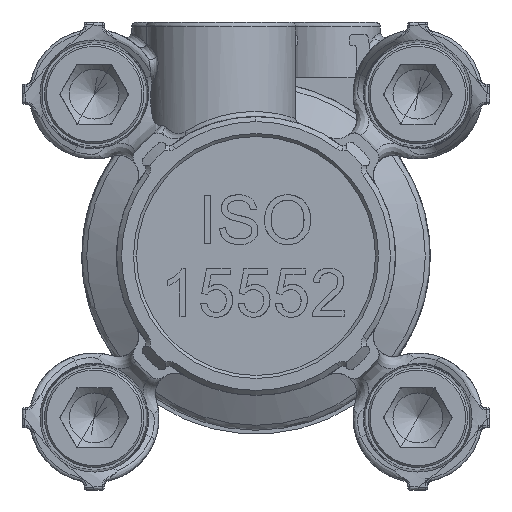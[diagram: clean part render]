
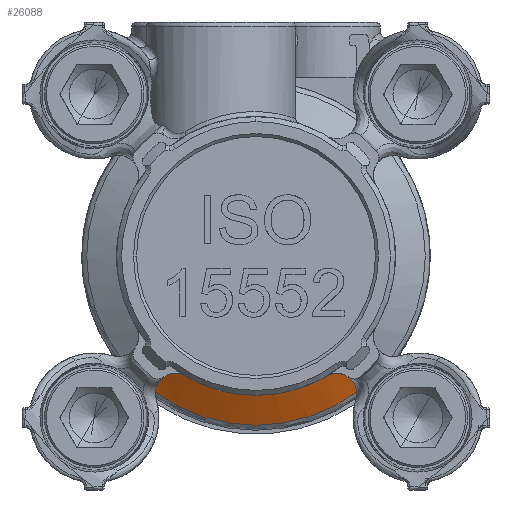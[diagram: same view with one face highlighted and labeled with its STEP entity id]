
A CAD part, front view. The second image highlights one B-rep face of the part: STEP entity #26088.
In plain terms, the highlighted conical face has half-angle 60 degrees and reference radius 17 mm.
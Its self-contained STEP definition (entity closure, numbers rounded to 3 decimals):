
#1332 = CARTESIAN_POINT ( 'NONE',  ( 8.332, 19.883, -11.794 ) ) ;
#2003 = CARTESIAN_POINT ( 'NONE',  ( -8.326, 19.88, -11.792 ) ) ;
#2527 = CARTESIAN_POINT ( 'NONE',  ( -8.991, 20.198, -11.988 ) ) ;
#2549 = EDGE_CURVE ( 'NONE', #39989, #7695, #15284, .T. ) ;
#3534 = CARTESIAN_POINT ( 'NONE',  ( -7.265, 19.634, -11.977 ) ) ;
#6597 = DIRECTION ( 'NONE',  ( 0., 1., 0. ) ) ;
#7695 = VERTEX_POINT ( 'NONE', #83575 ) ;
#9535 = CARTESIAN_POINT ( 'NONE',  ( 7.439, 19.647, -11.899 ) ) ;
#9711 = CARTESIAN_POINT ( 'NONE',  ( -8.111, 19.808, -11.789 ) ) ;
#10292 = AXIS2_PLACEMENT_3D ( 'NONE', #53825, #6597, #62030 ) ;
#12768 = CARTESIAN_POINT ( 'NONE',  ( -9.771, 20.781, -12.664 ) ) ;
#13673 = B_SPLINE_CURVE_WITH_KNOTS ( 'NONE', 3,
 ( #73825, #79979, #3534, #73332, #25139, #34846, #50251, #26161, #56412, #89776, #57926, #87730, #9711, #72304, #2003, #33341, #64605, #88726, #25670, #2527, #33858, #57414, #18441, #49723, #80982, #60952, #59451, #45041, #90264, #44059, #12768, #90767, #76353, #27706, #19976 ),
 .UNSPECIFIED., .F., .F.,
 ( 4, 2, 2, 2, 2, 1, 2, 2, 2, 2, 1, 1, 2, 2, 2, 2, 2, 2, 4 ),
 ( 0., 0.062, 0.094, 0.125, 0.187, 0.219, 0.234, 0.25, 0.375, 0.437, 0.469, 0.484, 0.492, 0.5, 0.625, 0.687, 0.719, 0.75, 1. ),
 .UNSPECIFIED. ) ;
#15236 = DIRECTION ( 'NONE',  ( 0., 1., 0. ) ) ;
#15284 = CIRCLE ( 'NONE', #10292, 17. ) ;
#16345 = CARTESIAN_POINT ( 'NONE',  ( 0., 19.629, 0. ) ) ;
#17017 = ORIENTED_EDGE ( 'NONE', *, *, #22350, .T. ) ;
#17525 = VERTEX_POINT ( 'NONE', #65061 ) ;
#17764 = CARTESIAN_POINT ( 'NONE',  ( 9.969, 21.016, -13.025 ) ) ;
#18441 = CARTESIAN_POINT ( 'NONE',  ( -9.107, 20.267, -12.051 ) ) ;
#18783 = AXIS2_PLACEMENT_3D ( 'NONE', #19830, #29555, #60320 ) ;
#18786 = CARTESIAN_POINT ( 'NONE',  ( 7.263, 19.629, -11.97 ) ) ;
#19830 = CARTESIAN_POINT ( 'NONE',  ( 0., 19.629, 0. ) ) ;
#19976 = CARTESIAN_POINT ( 'NONE',  ( -10.112, 21.361, -13.665 ) ) ;
#20962 = DIRECTION ( 'NONE',  ( 0., 0., 1. ) ) ;
#22350 = EDGE_CURVE ( 'NONE', #53665, #17525, #82666, .T. ) ;
#23741 = ORIENTED_EDGE ( 'NONE', *, *, #80141, .T. ) ;
#25139 = CARTESIAN_POINT ( 'NONE',  ( -7.438, 19.652, -11.908 ) ) ;
#25474 = CARTESIAN_POINT ( 'NONE',  ( 10.099, 21.279, -13.498 ) ) ;
#25670 = CARTESIAN_POINT ( 'NONE',  ( -8.932, 20.165, -11.961 ) ) ;
#26088 = ADVANCED_FACE ( 'NONE', ( #62427 ), #74434, .T. ) ;
#26161 = CARTESIAN_POINT ( 'NONE',  ( -7.708, 19.698, -11.83 ) ) ;
#27706 = CARTESIAN_POINT ( 'NONE',  ( -10.091, 21.195, -13.322 ) ) ;
#29555 = DIRECTION ( 'NONE',  ( 0., 1., 0. ) ) ;
#30335 = ORIENTED_EDGE ( 'NONE', *, *, #2549, .F. ) ;
#32275 = DIRECTION ( 'NONE',  ( 0., 0., 1. ) ) ;
#33341 = CARTESIAN_POINT ( 'NONE',  ( -8.492, 19.947, -11.815 ) ) ;
#33858 = CARTESIAN_POINT ( 'NONE',  ( -9.059, 20.238, -12.024 ) ) ;
#34846 = CARTESIAN_POINT ( 'NONE',  ( -7.527, 19.665, -11.878 ) ) ;
#39989 = VERTEX_POINT ( 'NONE', #86243 ) ;
#41430 = CARTESIAN_POINT ( 'NONE',  ( 0., 19.629, -14. ) ) ;
#41849 = CARTESIAN_POINT ( 'NONE',  ( 9.644, 20.644, -12.463 ) ) ;
#42853 = CARTESIAN_POINT ( 'NONE',  ( 9.407, 20.454, -12.23 ) ) ;
#44059 = CARTESIAN_POINT ( 'NONE',  ( -9.722, 20.733, -12.596 ) ) ;
#45041 = CARTESIAN_POINT ( 'NONE',  ( -9.62, 20.638, -12.467 ) ) ;
#48084 = VERTEX_POINT ( 'NONE', #65389 ) ;
#49041 = CARTESIAN_POINT ( 'NONE',  ( 8.827, 20.107, -11.914 ) ) ;
#49723 = CARTESIAN_POINT ( 'NONE',  ( -9.117, 20.274, -12.057 ) ) ;
#49824 = EDGE_CURVE ( 'NONE', #48084, #53665, #100382, .T. ) ;
#50251 = CARTESIAN_POINT ( 'NONE',  ( -7.574, 19.673, -11.864 ) ) ;
#53665 = VERTEX_POINT ( 'NONE', #41430 ) ;
#53825 = CARTESIAN_POINT ( 'NONE',  ( 0., 21.361, 0. ) ) ;
#56412 = CARTESIAN_POINT ( 'NONE',  ( -7.797, 19.718, -11.814 ) ) ;
#57414 = CARTESIAN_POINT ( 'NONE',  ( -9.087, 20.256, -12.04 ) ) ;
#57926 = CARTESIAN_POINT ( 'NONE',  ( -7.998, 19.773, -11.792 ) ) ;
#59451 = CARTESIAN_POINT ( 'NONE',  ( -9.566, 20.591, -12.407 ) ) ;
#60320 = DIRECTION ( 'NONE',  ( 0., 0., 1. ) ) ;
#60952 = CARTESIAN_POINT ( 'NONE',  ( -9.392, 20.454, -12.239 ) ) ;
#62030 = DIRECTION ( 'NONE',  ( 0., 0., 1. ) ) ;
#62427 = FACE_OUTER_BOUND ( 'NONE', #72721, .T. ) ;
#63523 = DIRECTION ( 'NONE',  ( 0., 1., 0. ) ) ;
#64605 = CARTESIAN_POINT ( 'NONE',  ( -8.734, 20.061, -11.883 ) ) ;
#65061 = CARTESIAN_POINT ( 'NONE',  ( -7.102, 19.629, -12.065 ) ) ;
#65389 = CARTESIAN_POINT ( 'NONE',  ( 7.1, 19.629, -12.066 ) ) ;
#65438 = CARTESIAN_POINT ( 'NONE',  ( 8.501, 19.953, -11.821 ) ) ;
#65930 = CARTESIAN_POINT ( 'NONE',  ( 10.11, 21.361, -13.667 ) ) ;
#72124 = CARTESIAN_POINT ( 'NONE',  ( 7.1, 19.629, -12.066 ) ) ;
#72304 = CARTESIAN_POINT ( 'NONE',  ( -8.135, 19.816, -11.789 ) ) ;
#72624 = CARTESIAN_POINT ( 'NONE',  ( 9.899, 20.923, -12.874 ) ) ;
#72721 = EDGE_LOOP ( 'NONE', ( #81727, #96200, #17017, #23741, #30335 ) ) ;
#73146 = CARTESIAN_POINT ( 'NONE',  ( 7.795, 19.714, -11.807 ) ) ;
#73332 = CARTESIAN_POINT ( 'NONE',  ( -7.394, 19.647, -11.924 ) ) ;
#73825 = CARTESIAN_POINT ( 'NONE',  ( -7.102, 19.629, -12.065 ) ) ;
#74434 = CONICAL_SURFACE ( 'NONE', #82610, 17., 1.047 ) ;
#76353 = CARTESIAN_POINT ( 'NONE',  ( -9.989, 21.018, -13.013 ) ) ;
#79979 = CARTESIAN_POINT ( 'NONE',  ( -7.182, 19.629, -12.018 ) ) ;
#80141 = EDGE_CURVE ( 'NONE', #17525, #7695, #13673, .T. ) ;
#80795 = CARTESIAN_POINT ( 'NONE',  ( 10.068, 21.194, -13.336 ) ) ;
#80982 = CARTESIAN_POINT ( 'NONE',  ( -9.265, 20.365, -12.143 ) ) ;
#81727 = ORIENTED_EDGE ( 'NONE', *, *, #91542, .T. ) ;
#82610 = AXIS2_PLACEMENT_3D ( 'NONE', #91730, #15236, #20962 ) ;
#82666 = CIRCLE ( 'NONE', #18783, 14. ) ;
#83575 = CARTESIAN_POINT ( 'NONE',  ( -10.112, 21.361, -13.665 ) ) ;
#85363 = B_SPLINE_CURVE_WITH_KNOTS ( 'NONE', 3,
 ( #65930, #25474, #80795, #17764, #72624, #41849, #42853, #88058, #49041, #65438, #1332, #89069, #73146, #9535, #18786, #72124 ),
 .UNSPECIFIED., .F., .F.,
 ( 4, 2, 2, 2, 2, 2, 2, 4 ),
 ( 0., 0.001, 0.001, 0.002, 0.003, 0.003, 0.004, 0.004 ),
 .UNSPECIFIED. ) ;
#85653 = AXIS2_PLACEMENT_3D ( 'NONE', #16345, #63523, #32275 ) ;
#86243 = CARTESIAN_POINT ( 'NONE',  ( 10.11, 21.361, -13.667 ) ) ;
#87730 = CARTESIAN_POINT ( 'NONE',  ( -8.066, 19.794, -11.789 ) ) ;
#88058 = CARTESIAN_POINT ( 'NONE',  ( 8.983, 20.192, -11.982 ) ) ;
#88726 = CARTESIAN_POINT ( 'NONE',  ( -8.814, 20.101, -11.911 ) ) ;
#89069 = CARTESIAN_POINT ( 'NONE',  ( 7.977, 19.763, -11.787 ) ) ;
#89776 = CARTESIAN_POINT ( 'NONE',  ( -7.931, 19.754, -11.798 ) ) ;
#90264 = CARTESIAN_POINT ( 'NONE',  ( -9.697, 20.709, -12.563 ) ) ;
#90767 = CARTESIAN_POINT ( 'NONE',  ( -9.795, 20.806, -12.7 ) ) ;
#91542 = EDGE_CURVE ( 'NONE', #39989, #48084, #85363, .T. ) ;
#91730 = CARTESIAN_POINT ( 'NONE',  ( 0., 21.361, 0. ) ) ;
#96200 = ORIENTED_EDGE ( 'NONE', *, *, #49824, .T. ) ;
#100382 = CIRCLE ( 'NONE', #85653, 14. ) ;
